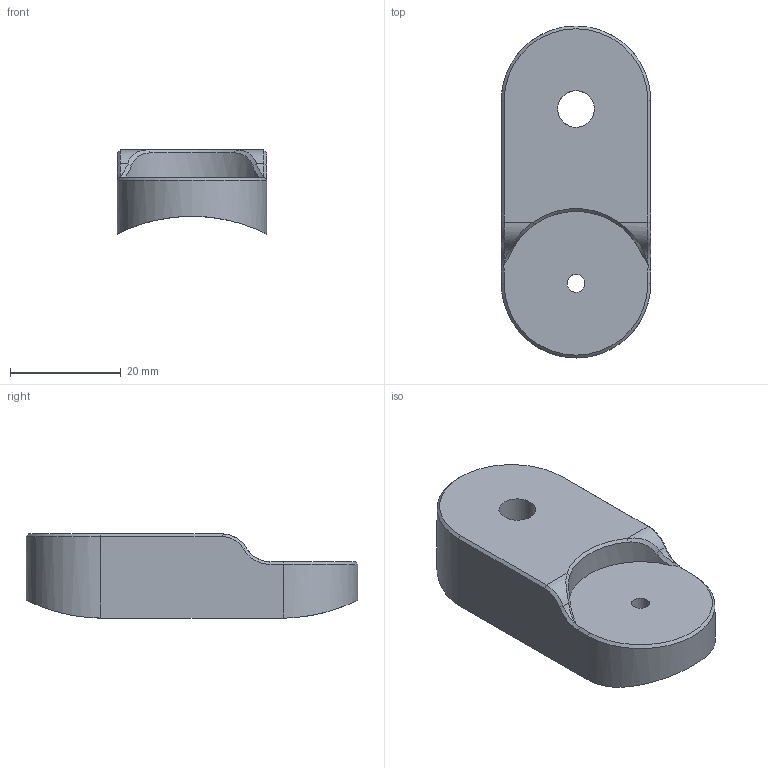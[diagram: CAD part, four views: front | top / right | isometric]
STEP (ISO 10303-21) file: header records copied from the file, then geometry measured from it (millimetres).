
FILE_DESCRIPTION(/* description */ ('Unknown'),/* implementation_level */ '2;1');
FILE_NAME(/* name */ 'SE Colonne de direction - Support clip colonne v3-ind01',/* time_stamp */ '2022-05-25T16:09:25+02:00',/* author */ ('Unknown'),/* organization */ ('Unknown'),/* preprocessor_version */ 'ST-DEVELOPER v16.7',/* originating_system */ 'Solid Edge',/* authorisation */ 'Unknown');
FILE_SCHEMA (('AUTOMOTIVE_DESIGN {1 0 10303 214 3 1 1}'));
Length unit declared in the file: millimetre
Products named in the file (1): SE Colonne de direction - Support clip colonne v3
Bounding box: 27 x 60 x 15.21 mm (x, y, z)
Volume: 15600.5 mm3; surface area: 5178 mm2
Topology: 1 solids, 1 shells, 29 faces, 70 edges, 43 vertices
Faces by surface type: cylinder 10, plane 8, cone 7, bspline 4
Full cylindrical faces by diameter (mm): 3.242 x1, 6.647 x1
Entity records: 1170 total; most frequent: CARTESIAN_POINT 316, ORIENTED_EDGE 134, DIRECTION 114, EDGE_CURVE 67, AXIS2_PLACEMENT_3D 43, VERTEX_POINT 42, EDGE_LOOP 35, FACE_BOUND 35
